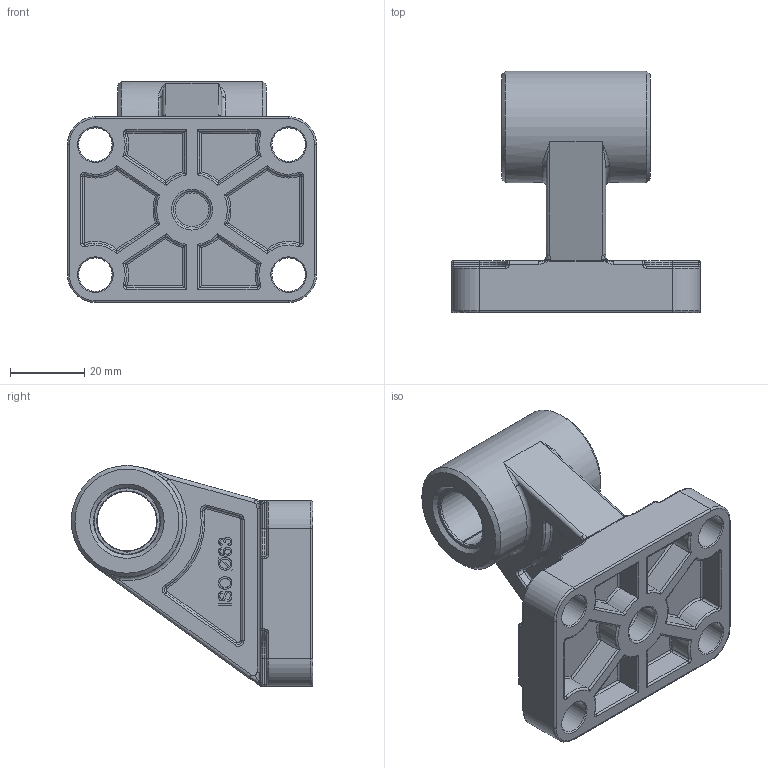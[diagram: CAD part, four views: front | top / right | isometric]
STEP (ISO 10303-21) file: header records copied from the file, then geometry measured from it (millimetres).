
FILE_DESCRIPTION(/* description */ (''),/* implementation_level */ '2;1');
FILE_NAME(/* name */ 'C-F-SA-63.stp',/* time_stamp */ '2015-11-16T08:59:08+01:00',/* author */ (''),/* organization */ (''),/* preprocessor_version */ 'ST-DEVELOPER v15.2',/* originating_system */ 'Autodesk Translator Framework v2.0.0.5431',/* authorisation */ '');
FILE_SCHEMA (('AUTOMOTIVE_DESIGN { 1 0 10303 214 3 1 1 }'));
Length unit declared in the file: centimetre
Products named in the file (1): (Unsaved)
Bounding box: 67 x 65 x 59.5 mm (x, y, z)
Volume: 67131.6 mm3; surface area: 22541.1 mm2
Topology: 1 solids, 1 shells, 1270 faces, 3385 edges, 2155 vertices
Faces by surface type: bspline 756, plane 259, cylinder 147, torus 76, cone 20, sphere 12
Full cylindrical faces by diameter (mm): 9 x4, 10 x1, 18 x1, 30 x1
Entity records: 47335 total; most frequent: CARTESIAN_POINT 20987, ORIENTED_EDGE 6720, EDGE_CURVE 3340, DIRECTION 3242, VERTEX_POINT 2140, B_SPLINE_CURVE_WITH_KNOTS 1536, LINE 1396, VECTOR 1396
